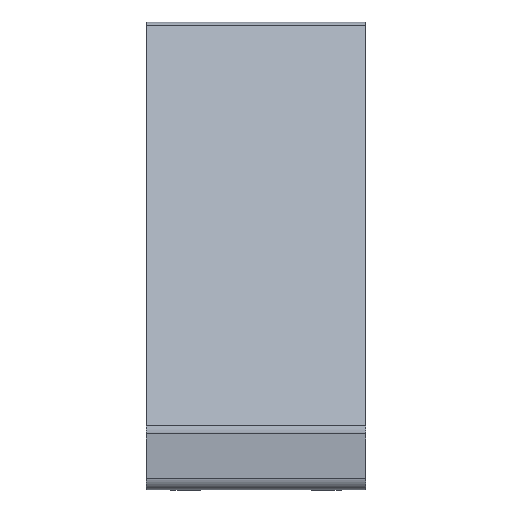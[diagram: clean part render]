
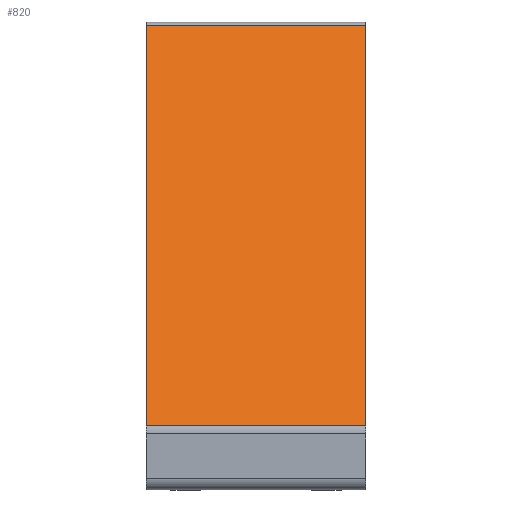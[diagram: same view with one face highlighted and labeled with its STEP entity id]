
A CAD part, top view. The second image highlights one B-rep face of the part: STEP entity #820.
In plain terms, the highlighted face is planar.
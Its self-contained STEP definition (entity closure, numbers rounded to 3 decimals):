
#59=FACE_OUTER_BOUND('',#101,.T.);
#101=EDGE_LOOP('',(#626,#627,#628,#629));
#196=LINE('',#1332,#298);
#197=LINE('',#1336,#299);
#198=LINE('',#1338,#300);
#199=LINE('',#1339,#301);
#298=VECTOR('',#1068,1000.);
#299=VECTOR('',#1073,1000.);
#300=VECTOR('',#1074,1000.);
#301=VECTOR('',#1075,1000.);
#390=VERTEX_POINT('',#1329);
#391=VERTEX_POINT('',#1331);
#392=VERTEX_POINT('',#1335);
#393=VERTEX_POINT('',#1337);
#487=EDGE_CURVE('',#391,#390,#196,.T.);
#489=EDGE_CURVE('',#390,#392,#197,.T.);
#490=EDGE_CURVE('',#393,#392,#198,.T.);
#491=EDGE_CURVE('',#391,#393,#199,.T.);
#626=ORIENTED_EDGE('',*,*,#489,.T.);
#627=ORIENTED_EDGE('',*,*,#490,.F.);
#628=ORIENTED_EDGE('',*,*,#491,.F.);
#629=ORIENTED_EDGE('',*,*,#487,.T.);
#783=PLANE('',#918);
#820=ADVANCED_FACE('',(#59),#783,.F.);
#918=AXIS2_PLACEMENT_3D('',#1334,#1071,#1072);
#1068=DIRECTION('',(0.,0.,-1.));
#1071=DIRECTION('center_axis',(0.,-1.,0.));
#1072=DIRECTION('ref_axis',(0.,0.,-1.));
#1073=DIRECTION('',(-1.,0.,0.));
#1074=DIRECTION('',(0.,0.,-1.));
#1075=DIRECTION('',(-1.,0.,0.));
#1329=CARTESIAN_POINT('',(48.332,51.75,-18.75));
#1331=CARTESIAN_POINT('',(48.332,51.75,18.75));
#1332=CARTESIAN_POINT('',(48.332,51.75,18.75));
#1334=CARTESIAN_POINT('Origin',(48.332,51.75,18.75));
#1335=CARTESIAN_POINT('',(-48.332,51.75,-18.75));
#1336=CARTESIAN_POINT('',(48.332,51.75,-18.75));
#1337=CARTESIAN_POINT('',(-48.332,51.75,18.75));
#1338=CARTESIAN_POINT('',(-48.332,51.75,18.75));
#1339=CARTESIAN_POINT('',(48.332,51.75,18.75));
